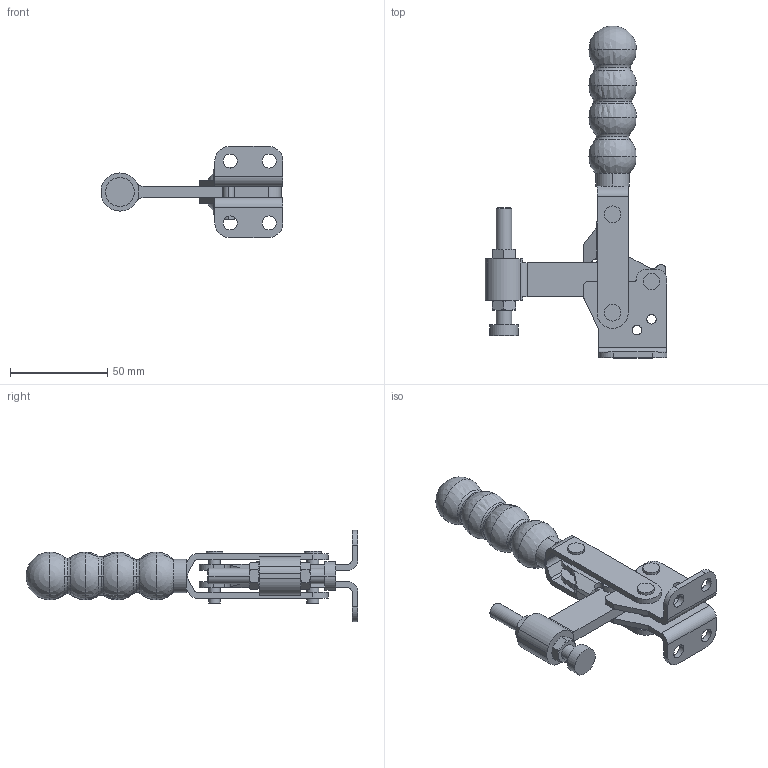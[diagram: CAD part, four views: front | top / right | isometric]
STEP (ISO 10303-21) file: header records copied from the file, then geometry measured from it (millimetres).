
FILE_DESCRIPTION( ( '' ), '1' );
FILE_NAME( 'v250_2c_2_03.stp', '2006-11-29T10:33:27', ( '' ), ( '' ), ' ', ' ', ' ' );
FILE_SCHEMA( ( 'CONFIG_CONTROL_DESIGN' ) );
Length unit declared in the file: millimetre
Products named in the file (6): 1; 2; 3; 4; 5; 6
Bounding box: 93.4 x 170.41 x 46.8 mm (x, y, z)
Volume: 72827.4 mm3; surface area: 35173.8 mm2
Topology: 6 solids, 6 shells, 261 faces, 682 edges, 435 vertices
Faces by surface type: cylinder 115, plane 92, cone 34, torus 12, sphere 8
Entity records: 8313 total; most frequent: DIRECTION 1485, CARTESIAN_POINT 1464, ORIENTED_EDGE 1332, EDGE_CURVE 666, AXIS2_PLACEMENT_3D 600, VERTEX_POINT 435, CIRCLE 320, EDGE_LOOP 319
